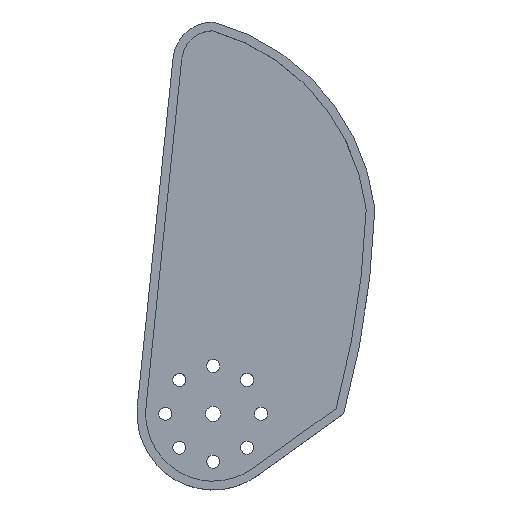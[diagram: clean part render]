
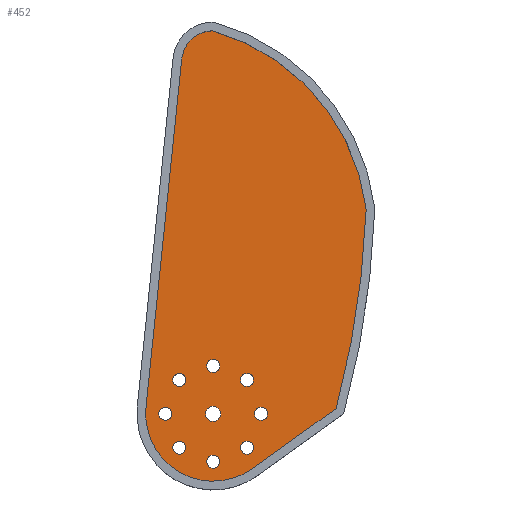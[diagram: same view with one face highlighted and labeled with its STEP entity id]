
A CAD part, top view. The second image highlights one B-rep face of the part: STEP entity #452.
In plain terms, the highlighted planar face has unit normal (0, 0, 1).
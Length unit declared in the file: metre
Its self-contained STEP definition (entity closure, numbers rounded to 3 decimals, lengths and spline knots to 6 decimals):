
#18=PLANE('',#516);
#31=LINE('',#745,#51);
#37=LINE('',#769,#57);
#51=VECTOR('',#602,1.);
#57=VECTOR('',#628,1.);
#135=ORIENTED_EDGE('',*,*,#217,.T.);
#136=ORIENTED_EDGE('',*,*,#218,.T.);
#137=ORIENTED_EDGE('',*,*,#219,.T.);
#138=ORIENTED_EDGE('',*,*,#220,.T.);
#139=ORIENTED_EDGE('',*,*,#221,.T.);
#140=ORIENTED_EDGE('',*,*,#222,.T.);
#141=ORIENTED_EDGE('',*,*,#223,.T.);
#142=ORIENTED_EDGE('',*,*,#224,.T.);
#143=ORIENTED_EDGE('',*,*,#225,.T.);
#144=ORIENTED_EDGE('',*,*,#200,.F.);
#145=ORIENTED_EDGE('',*,*,#215,.F.);
#146=ORIENTED_EDGE('',*,*,#212,.T.);
#147=ORIENTED_EDGE('',*,*,#209,.F.);
#148=ORIENTED_EDGE('',*,*,#206,.F.);
#149=ORIENTED_EDGE('',*,*,#203,.F.);
#200=EDGE_CURVE('',#250,#251,#31,.T.);
#203=EDGE_CURVE('',#251,#253,#289,.F.);
#206=EDGE_CURVE('',#253,#255,#291,.F.);
#209=EDGE_CURVE('',#255,#257,#293,.F.);
#212=EDGE_CURVE('',#259,#257,#37,.T.);
#215=EDGE_CURVE('',#259,#250,#295,.F.);
#217=EDGE_CURVE('',#261,#261,#297,.F.);
#218=EDGE_CURVE('',#262,#262,#298,.F.);
#219=EDGE_CURVE('',#263,#263,#299,.F.);
#220=EDGE_CURVE('',#264,#264,#300,.F.);
#221=EDGE_CURVE('',#265,#265,#301,.F.);
#222=EDGE_CURVE('',#266,#266,#302,.F.);
#223=EDGE_CURVE('',#267,#267,#303,.F.);
#224=EDGE_CURVE('',#268,#268,#304,.F.);
#225=EDGE_CURVE('',#269,#269,#305,.F.);
#250=VERTEX_POINT('',#744);
#251=VERTEX_POINT('',#746);
#253=VERTEX_POINT('',#752);
#255=VERTEX_POINT('',#758);
#257=VERTEX_POINT('',#764);
#259=VERTEX_POINT('',#770);
#261=VERTEX_POINT('',#780);
#262=VERTEX_POINT('',#782);
#263=VERTEX_POINT('',#784);
#264=VERTEX_POINT('',#786);
#265=VERTEX_POINT('',#788);
#266=VERTEX_POINT('',#790);
#267=VERTEX_POINT('',#792);
#268=VERTEX_POINT('',#794);
#269=VERTEX_POINT('',#796);
#289=CIRCLE('',#503,0.007268);
#291=CIRCLE('',#506,0.048535);
#293=CIRCLE('',#509,0.206312);
#295=CIRCLE('',#513,0.0155);
#297=CIRCLE('',#517,0.00175);
#298=CIRCLE('',#518,0.0015);
#299=CIRCLE('',#519,0.0015);
#300=CIRCLE('',#520,0.0015);
#301=CIRCLE('',#521,0.0015);
#302=CIRCLE('',#522,0.0015);
#303=CIRCLE('',#523,0.0015);
#304=CIRCLE('',#524,0.0015);
#305=CIRCLE('',#525,0.0015);
#332=EDGE_LOOP('',(#135));
#333=EDGE_LOOP('',(#136));
#334=EDGE_LOOP('',(#137));
#335=EDGE_LOOP('',(#138));
#336=EDGE_LOOP('',(#139));
#337=EDGE_LOOP('',(#140));
#338=EDGE_LOOP('',(#141));
#339=EDGE_LOOP('',(#142));
#340=EDGE_LOOP('',(#143));
#341=EDGE_LOOP('',(#144,#145,#146,#147,#148,#149));
#388=FACE_BOUND('',#332,.T.);
#389=FACE_BOUND('',#333,.T.);
#390=FACE_BOUND('',#334,.T.);
#391=FACE_BOUND('',#335,.T.);
#392=FACE_BOUND('',#336,.T.);
#393=FACE_BOUND('',#337,.T.);
#394=FACE_BOUND('',#338,.T.);
#395=FACE_BOUND('',#339,.T.);
#396=FACE_BOUND('',#340,.T.);
#397=FACE_BOUND('',#341,.T.);
#452=ADVANCED_FACE('',(#388,#389,#390,#391,#392,#393,#394,#395,#396,#397),
#18,.T.);
#503=AXIS2_PLACEMENT_3D('',#751,#607,#608);
#506=AXIS2_PLACEMENT_3D('',#757,#614,#615);
#509=AXIS2_PLACEMENT_3D('',#763,#621,#622);
#513=AXIS2_PLACEMENT_3D('',#775,#633,#634);
#516=AXIS2_PLACEMENT_3D('',#778,#639,#640);
#517=AXIS2_PLACEMENT_3D('',#779,#641,#642);
#518=AXIS2_PLACEMENT_3D('',#781,#643,#644);
#519=AXIS2_PLACEMENT_3D('',#783,#645,#646);
#520=AXIS2_PLACEMENT_3D('',#785,#647,#648);
#521=AXIS2_PLACEMENT_3D('',#787,#649,#650);
#522=AXIS2_PLACEMENT_3D('',#789,#651,#652);
#523=AXIS2_PLACEMENT_3D('',#791,#653,#654);
#524=AXIS2_PLACEMENT_3D('',#793,#655,#656);
#525=AXIS2_PLACEMENT_3D('',#795,#657,#658);
#602=DIRECTION('',(0.102,0.995,0.));
#607=DIRECTION('',(0.,0.,1.));
#608=DIRECTION('',(1.,0.,0.));
#614=DIRECTION('',(0.,0.,1.));
#615=DIRECTION('',(1.,0.,0.));
#621=DIRECTION('',(0.,0.,1.));
#622=DIRECTION('',(1.,0.,0.));
#628=DIRECTION('',(0.812,0.583,0.));
#633=DIRECTION('',(0.,0.,1.));
#634=DIRECTION('',(1.,0.,0.));
#639=DIRECTION('',(0.,0.,1.));
#640=DIRECTION('',(1.,0.,0.));
#641=DIRECTION('',(0.,0.,1.));
#642=DIRECTION('',(1.,0.,0.));
#643=DIRECTION('',(0.,0.,1.));
#644=DIRECTION('',(1.,0.,0.));
#645=DIRECTION('',(0.,0.,1.));
#646=DIRECTION('',(1.,0.,0.));
#647=DIRECTION('',(0.,0.,1.));
#648=DIRECTION('',(1.,0.,0.));
#649=DIRECTION('',(0.,0.,1.));
#650=DIRECTION('',(1.,0.,0.));
#651=DIRECTION('',(0.,0.,1.));
#652=DIRECTION('',(1.,0.,0.));
#653=DIRECTION('',(0.,0.,1.));
#654=DIRECTION('',(1.,0.,0.));
#655=DIRECTION('',(0.,0.,1.));
#656=DIRECTION('',(1.,0.,0.));
#657=DIRECTION('',(0.,0.,1.));
#658=DIRECTION('',(1.,0.,0.));
#744=CARTESIAN_POINT('',(-0.015419,0.00158,0.003));
#745=CARTESIAN_POINT('',(-0.011157,0.043165,0.003));
#746=CARTESIAN_POINT('',(-0.00723,0.081473,0.003));
#751=CARTESIAN_POINT('',(0.,0.080732,0.003));
#752=CARTESIAN_POINT('',(-0.000249,0.087996,0.003));
#757=CARTESIAN_POINT('',(-0.013031,0.041174,0.003));
#758=CARTESIAN_POINT('',(0.03515,0.047029,0.003));
#763=CARTESIAN_POINT('',(-0.171022,0.054627,0.003));
#764=CARTESIAN_POINT('',(0.028255,0.001209,0.003));
#769=CARTESIAN_POINT('',(0.034957,0.006023,0.003));
#770=CARTESIAN_POINT('',(0.009042,-0.01259,0.003));
#775=CARTESIAN_POINT('',(0.,0.,0.003));
#778=CARTESIAN_POINT('',(0.009827,0.041014,0.003));
#779=CARTESIAN_POINT('',(0.,0.,0.003));
#780=CARTESIAN_POINT('',(0.00175,0.,0.003));
#781=CARTESIAN_POINT('',(0.,-0.011,0.003));
#782=CARTESIAN_POINT('',(0.0015,-0.011,0.003));
#783=CARTESIAN_POINT('',(0.007778,-0.007778,0.003));
#784=CARTESIAN_POINT('',(0.009278,-0.007778,0.003));
#785=CARTESIAN_POINT('',(0.011,0.,0.003));
#786=CARTESIAN_POINT('',(0.0125,0.,0.003));
#787=CARTESIAN_POINT('',(0.007778,0.007778,0.003));
#788=CARTESIAN_POINT('',(0.009278,0.007778,0.003));
#789=CARTESIAN_POINT('',(0.,0.011,0.003));
#790=CARTESIAN_POINT('',(0.0015,0.011,0.003));
#791=CARTESIAN_POINT('',(-0.007778,0.007778,0.003));
#792=CARTESIAN_POINT('',(-0.006278,0.007778,0.003));
#793=CARTESIAN_POINT('',(-0.011,0.,0.003));
#794=CARTESIAN_POINT('',(-0.0095,0.,0.003));
#795=CARTESIAN_POINT('',(-0.007778,-0.007778,0.003));
#796=CARTESIAN_POINT('',(-0.006278,-0.007778,0.003));
